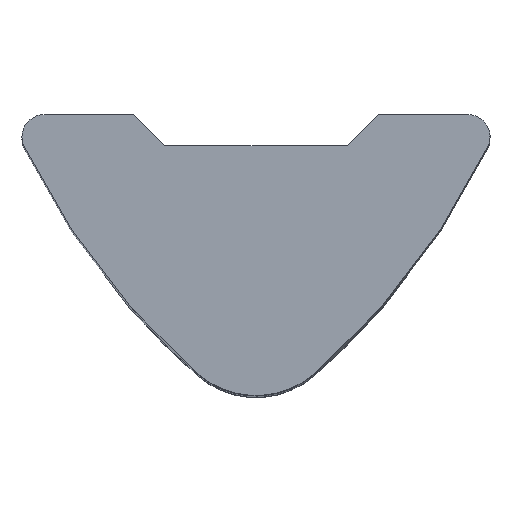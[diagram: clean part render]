
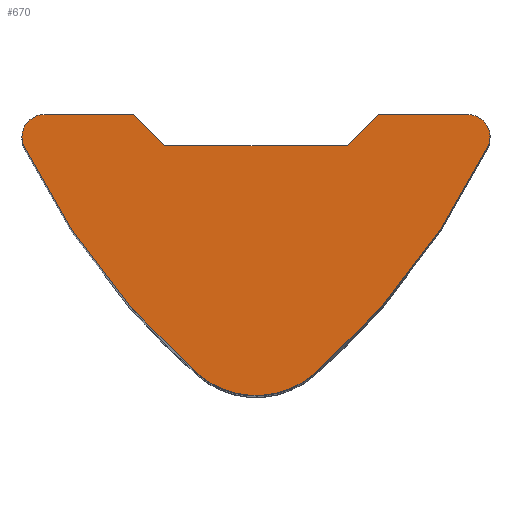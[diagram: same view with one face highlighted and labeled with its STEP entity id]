
A CAD part, top view. The second image highlights one B-rep face of the part: STEP entity #670.
In plain terms, the highlighted planar face has unit normal (0, 0, 1).
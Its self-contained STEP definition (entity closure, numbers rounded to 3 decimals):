
#9 = AXIS2_PLACEMENT_3D ( 'NONE', #486, #74, #640 ) ;
#10 = DIRECTION ( 'NONE',  ( 1., 0., 0. ) ) ;
#13 = ORIENTED_EDGE ( 'NONE', *, *, #14, .T. ) ;
#14 = EDGE_CURVE ( 'NONE', #263, #26, #465, .T. ) ;
#17 = ORIENTED_EDGE ( 'NONE', *, *, #679, .T. ) ;
#23 = LINE ( 'NONE', #167, #601 ) ;
#24 = ORIENTED_EDGE ( 'NONE', *, *, #506, .T. ) ;
#26 = VERTEX_POINT ( 'NONE', #473 ) ;
#37 = ORIENTED_EDGE ( 'NONE', *, *, #488, .T. ) ;
#69 = DIRECTION ( 'NONE',  ( -1., 0., 0. ) ) ;
#74 = DIRECTION ( 'NONE',  ( 0., 0., 1. ) ) ;
#78 = DIRECTION ( 'NONE',  ( 0., 0., 1. ) ) ;
#80 = EDGE_CURVE ( 'NONE', #1003, #708, #517, .T. ) ;
#83 = CARTESIAN_POINT ( 'NONE',  ( 1.315, -5.807, 14. ) ) ;
#84 = CIRCLE ( 'NONE', #131, 0.5 ) ;
#108 = VECTOR ( 'NONE', #69, 1000. ) ;
#110 = LINE ( 'NONE', #918, #108 ) ;
#120 = EDGE_CURVE ( 'NONE', #124, #364, #428, .T. ) ;
#124 = VERTEX_POINT ( 'NONE', #735 ) ;
#127 = DIRECTION ( 'NONE',  ( -1., 0., 0. ) ) ;
#131 = AXIS2_PLACEMENT_3D ( 'NONE', #325, #854, #409 ) ;
#145 = CARTESIAN_POINT ( 'NONE',  ( -5.2, -0.718, 14. ) ) ;
#158 = VERTEX_POINT ( 'NONE', #145 ) ;
#159 = CARTESIAN_POINT ( 'NONE',  ( -2.75, 0., 14. ) ) ;
#167 = CARTESIAN_POINT ( 'NONE',  ( 4.75, 0., 14. ) ) ;
#177 = PLANE ( 'NONE',  #9 ) ;
#186 = AXIS2_PLACEMENT_3D ( 'NONE', #981, #222, #761 ) ;
#188 = ORIENTED_EDGE ( 'NONE', *, *, #291, .T. ) ;
#200 = VECTOR ( 'NONE', #323, 1000. ) ;
#218 = VECTOR ( 'NONE', #127, 1000. ) ;
#222 = DIRECTION ( 'NONE',  ( 0., 0., 1. ) ) ;
#224 = LINE ( 'NONE', #460, #218 ) ;
#241 = CARTESIAN_POINT ( 'NONE',  ( -5.25, -0.5, 14. ) ) ;
#245 = CIRCLE ( 'NONE', #538, 0.5 ) ;
#263 = VERTEX_POINT ( 'NONE', #83 ) ;
#267 = DIRECTION ( 'NONE',  ( 0., 0., 1. ) ) ;
#291 = EDGE_CURVE ( 'NONE', #708, #124, #224, .T. ) ;
#292 = AXIS2_PLACEMENT_3D ( 'NONE', #943, #510, #10 ) ;
#323 = DIRECTION ( 'NONE',  ( -0.707, -0.707, 0. ) ) ;
#325 = CARTESIAN_POINT ( 'NONE',  ( -4.75, -0.5, 14. ) ) ;
#364 = VERTEX_POINT ( 'NONE', #241 ) ;
#366 = EDGE_CURVE ( 'NONE', #743, #590, #967, .T. ) ;
#370 = CIRCLE ( 'NONE', #956, 16. ) ;
#382 = DIRECTION ( 'NONE',  ( 0., 0., 1. ) ) ;
#384 = EDGE_CURVE ( 'NONE', #26, #774, #245, .T. ) ;
#409 = DIRECTION ( 'NONE',  ( 1., 0., 0. ) ) ;
#428 = CIRCLE ( 'NONE', #292, 0.5 ) ;
#440 = FACE_OUTER_BOUND ( 'NONE', #563, .T. ) ;
#460 = CARTESIAN_POINT ( 'NONE',  ( -2.75, 0., 14. ) ) ;
#465 = CIRCLE ( 'NONE', #186, 16. ) ;
#473 = CARTESIAN_POINT ( 'NONE',  ( 5.2, -0.718, 14. ) ) ;
#486 = CARTESIAN_POINT ( 'NONE',  ( -4.75, -0.5, 14. ) ) ;
#488 = EDGE_CURVE ( 'NONE', #590, #1003, #110, .T. ) ;
#501 = ORIENTED_EDGE ( 'NONE', *, *, #599, .T. ) ;
#506 = EDGE_CURVE ( 'NONE', #364, #158, #84, .T. ) ;
#510 = DIRECTION ( 'NONE',  ( 0., 0., 1. ) ) ;
#517 = LINE ( 'NONE', #908, #952 ) ;
#534 = VERTEX_POINT ( 'NONE', #558 ) ;
#538 = AXIS2_PLACEMENT_3D ( 'NONE', #832, #382, #901 ) ;
#558 = CARTESIAN_POINT ( 'NONE',  ( -1.315, -5.807, 14. ) ) ;
#563 = EDGE_LOOP ( 'NONE', ( #188, #736, #24, #17, #762, #13, #917, #501, #638, #37, #888 ) ) ;
#566 = CARTESIAN_POINT ( 'NONE',  ( 9.203, 6.25, 14. ) ) ;
#569 = CARTESIAN_POINT ( 'NONE',  ( -2.05, -0.7, 14. ) ) ;
#582 = CARTESIAN_POINT ( 'NONE',  ( 2.75, 0., 14. ) ) ;
#590 = VERTEX_POINT ( 'NONE', #1000 ) ;
#599 = EDGE_CURVE ( 'NONE', #774, #743, #23, .T. ) ;
#601 = VECTOR ( 'NONE', #796, 1000. ) ;
#629 = EDGE_CURVE ( 'NONE', #534, #263, #718, .T. ) ;
#638 = ORIENTED_EDGE ( 'NONE', *, *, #366, .T. ) ;
#640 = DIRECTION ( 'NONE',  ( 1., 0., 0. ) ) ;
#645 = DIRECTION ( 'NONE',  ( 1., 0., 0. ) ) ;
#661 = CARTESIAN_POINT ( 'NONE',  ( 4.75, 0., 14. ) ) ;
#670 = ADVANCED_FACE ( 'NONE', ( #440 ), #177, .T. ) ;
#676 = AXIS2_PLACEMENT_3D ( 'NONE', #733, #267, #808 ) ;
#679 = EDGE_CURVE ( 'NONE', #158, #534, #370, .T. ) ;
#708 = VERTEX_POINT ( 'NONE', #159 ) ;
#718 = CIRCLE ( 'NONE', #676, 2. ) ;
#733 = CARTESIAN_POINT ( 'NONE',  ( 0., -4.3, 14. ) ) ;
#735 = CARTESIAN_POINT ( 'NONE',  ( -4.75, 0., 14. ) ) ;
#736 = ORIENTED_EDGE ( 'NONE', *, *, #120, .T. ) ;
#743 = VERTEX_POINT ( 'NONE', #582 ) ;
#761 = DIRECTION ( 'NONE',  ( -1., 0., 0. ) ) ;
#762 = ORIENTED_EDGE ( 'NONE', *, *, #629, .T. ) ;
#774 = VERTEX_POINT ( 'NONE', #661 ) ;
#796 = DIRECTION ( 'NONE',  ( -1., 0., 0. ) ) ;
#808 = DIRECTION ( 'NONE',  ( 1., 0., 0. ) ) ;
#832 = CARTESIAN_POINT ( 'NONE',  ( 4.75, -0.5, 14. ) ) ;
#854 = DIRECTION ( 'NONE',  ( 0., 0., 1. ) ) ;
#888 = ORIENTED_EDGE ( 'NONE', *, *, #80, .T. ) ;
#901 = DIRECTION ( 'NONE',  ( -1., 0., 0. ) ) ;
#908 = CARTESIAN_POINT ( 'NONE',  ( -2.75, 0., 14. ) ) ;
#915 = CARTESIAN_POINT ( 'NONE',  ( 2.75, 0., 14. ) ) ;
#917 = ORIENTED_EDGE ( 'NONE', *, *, #384, .T. ) ;
#918 = CARTESIAN_POINT ( 'NONE',  ( -2.05, -0.7, 14. ) ) ;
#937 = DIRECTION ( 'NONE',  ( -0.707, 0.707, 0. ) ) ;
#943 = CARTESIAN_POINT ( 'NONE',  ( -4.75, -0.5, 14. ) ) ;
#952 = VECTOR ( 'NONE', #937, 1000. ) ;
#956 = AXIS2_PLACEMENT_3D ( 'NONE', #566, #78, #645 ) ;
#967 = LINE ( 'NONE', #915, #200 ) ;
#981 = CARTESIAN_POINT ( 'NONE',  ( -9.203, 6.25, 14. ) ) ;
#1000 = CARTESIAN_POINT ( 'NONE',  ( 2.05, -0.7, 14. ) ) ;
#1003 = VERTEX_POINT ( 'NONE', #569 ) ;
